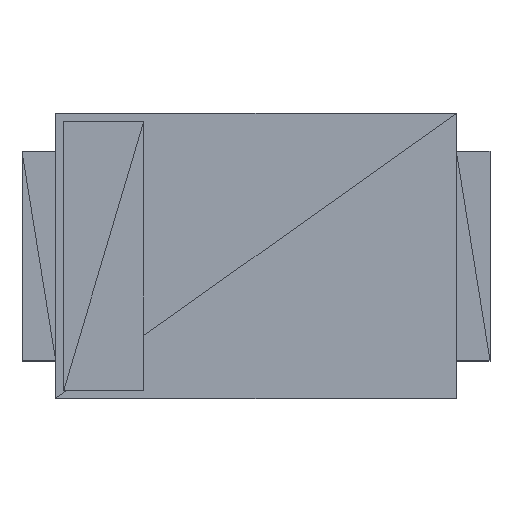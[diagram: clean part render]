
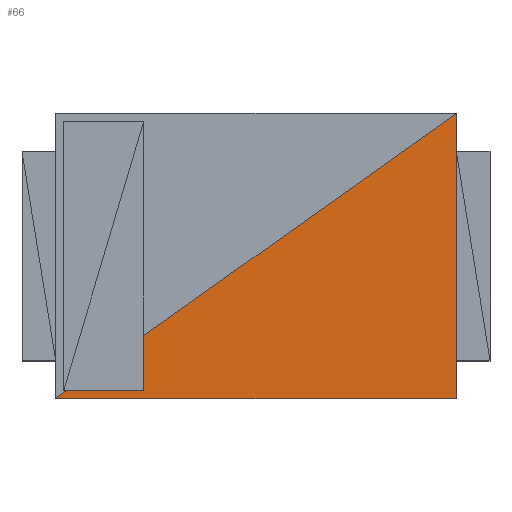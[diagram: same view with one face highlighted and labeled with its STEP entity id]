
A CAD part, top view. The second image highlights one B-rep face of the part: STEP entity #66.
In plain terms, the highlighted planar face has unit normal (0, 0, 1).
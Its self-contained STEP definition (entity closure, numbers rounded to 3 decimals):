
#66=ADVANCED_FACE('',(#67),#93,.F.);
#67=FACE_OUTER_BOUND('',#68,.T.);
#68=EDGE_LOOP('',(#69,#71,#73));
#69=ORIENTED_EDGE('',*,*,#70,.T.);
#70=EDGE_CURVE('',#75,#77,#79,.T.);
#71=ORIENTED_EDGE('',*,*,#72,.T.);
#72=EDGE_CURVE('',#77,#83,#85,.T.);
#73=ORIENTED_EDGE('',*,*,#74,.T.);
#74=EDGE_CURVE('',#83,#75,#89,.T.);
#75=VERTEX_POINT('',#76);
#76=CARTESIAN_POINT('',(0.946,0.673,1.194));
#77=VERTEX_POINT('',#78);
#78=CARTESIAN_POINT('',(0.946,-0.673,1.194));
#79=LINE('',#80,#81);
#80=CARTESIAN_POINT('',(0.946,0.673,1.194));
#81=VECTOR('',#82,1.0);
#82=DIRECTION('',(0.0,1.0,0.0));
#83=VERTEX_POINT('',#84);
#84=CARTESIAN_POINT('',(-0.946,-0.673,1.194));
#85=LINE('',#86,#87);
#86=CARTESIAN_POINT('',(0.946,-0.673,1.194));
#87=VECTOR('',#88,1.0);
#88=DIRECTION('',(1.0,0.0,0.0));
#89=LINE('',#90,#91);
#90=CARTESIAN_POINT('',(-0.946,-0.673,1.194));
#91=VECTOR('',#92,1.0);
#92=DIRECTION('',(-0.815,-0.58,0.0));
#93=PLANE('',#94);
#94=AXIS2_PLACEMENT_3D('',#95,#96,#97);
#95=CARTESIAN_POINT('',(0.946,-0.673,1.194));
#96=DIRECTION('',(0.0,0.0,-1.0));
#97=DIRECTION('',(0.815,0.58,0.0));
